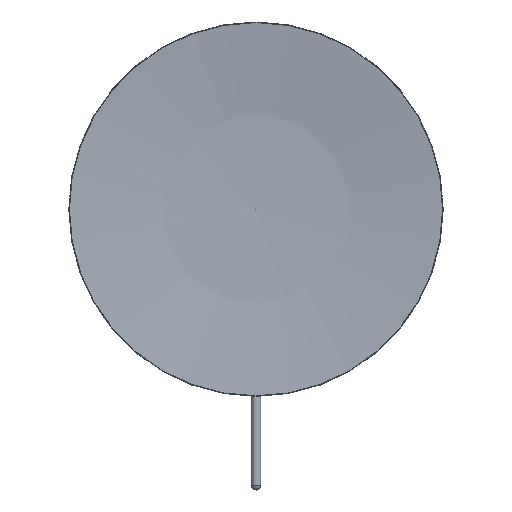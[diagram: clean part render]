
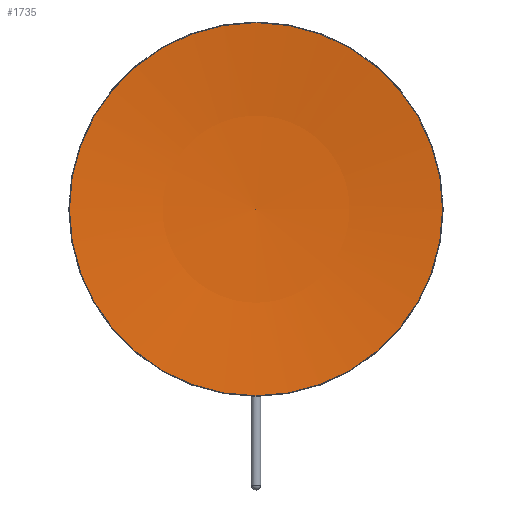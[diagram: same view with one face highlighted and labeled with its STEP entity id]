
A CAD part, front view. The second image highlights one B-rep face of the part: STEP entity #1735.
In plain terms, the highlighted spherical face has radius 833.5 mm.
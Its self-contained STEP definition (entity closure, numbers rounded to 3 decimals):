
#81=SPHERICAL_SURFACE('',#1929,833.5);
#291=ORIENTED_EDGE('',*,*,#555,.T.);
#555=EDGE_CURVE('',#704,#704,#829,.T.);
#704=VERTEX_POINT('',#2722);
#829=CIRCLE('',#1930,99.661);
#981=EDGE_LOOP('',(#291));
#1191=FACE_BOUND('',#981,.T.);
#1735=ADVANCED_FACE('',(#1191),#81,.F.);
#1929=AXIS2_PLACEMENT_3D('',#2720,#2248,#2249);
#1930=AXIS2_PLACEMENT_3D('',#2721,#2250,#2251);
#2248=DIRECTION('',(0.,0.,1.));
#2249=DIRECTION('',(1.,0.,0.));
#2250=DIRECTION('',(0.,0.,1.));
#2251=DIRECTION('',(0.,-1.,0.));
#2720=CARTESIAN_POINT('',(0.,0.,835.5));
#2721=CARTESIAN_POINT('',(0.,0.,7.98));
#2722=CARTESIAN_POINT('',(0.,-99.661,7.98));
